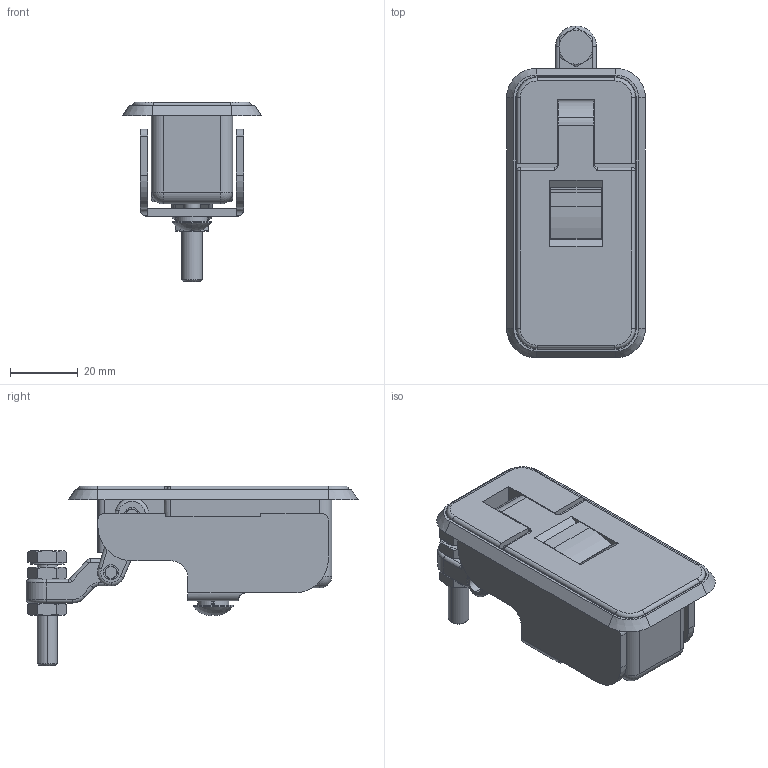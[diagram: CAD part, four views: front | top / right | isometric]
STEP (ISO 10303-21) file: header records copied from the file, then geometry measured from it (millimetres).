
FILE_DESCRIPTION (( 'STEP AP203' ), '1' );
FILE_NAME ('sone3D.STEP', '2018-02-23T02:29:28', ( '' ), ( '' ), 'SwSTEP 2.0', 'SolidWorks 2014', '' );
FILE_SCHEMA (( 'CONFIG_CONTROL_DESIGN' ));
Length unit declared in the file: millimetre
Products named in the file (12): M6ボルト_M6×30; 六角ナットM6 3種; A-309-2S本体_; 廫帤寠晅側傋偹偠M5僩儔僗_M5亊12; A-309-2S僴儞僪儖__A-309-2-2-SP; スプリングワッシャーM5_JIS B 1251 No.2 5; A-309-2Sボタン_; sone3D; A-309-2Sパッキン_; A-309-2SアームＡ_; A-309-2SアームB_; A-309-2S取付板_
Assembly tree (12 placements, depth 2):
  sone3D
    A-309-2S本体_
    A-309-2S僴儞僪儖__A-309-2-2-SP
    A-309-2Sボタン_
    A-309-2Sパッキン_
    A-309-2SアームＡ_
    A-309-2SアームB_
    A-309-2S取付板_
    M6ボルト_M6×30
    六角ナットM6 3種  x2
    廫帤寠晅側傋偹偠M5僩儔僗_M5亊12
    スプリングワッシャーM5_JIS B 1251 No.2 5
Bounding box: 41 x 98 x 53 mm (x, y, z)
Volume: 36033.2 mm3; surface area: 39446.8 mm2
Topology: 13 solids, 13 shells, 623 faces, 1564 edges, 965 vertices
Faces by surface type: plane 306, cylinder 225, torus 42, cone 28, sphere 12, bspline 10
Entity records: 19911 total; most frequent: CARTESIAN_POINT 3858, DIRECTION 3218, ORIENTED_EDGE 3028, EDGE_CURVE 1514, AXIS2_PLACEMENT_3D 1175, VERTEX_POINT 941, VECTOR 868, LINE 868
